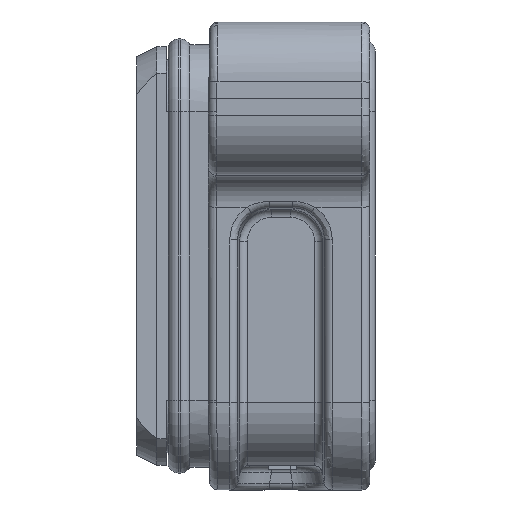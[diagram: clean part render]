
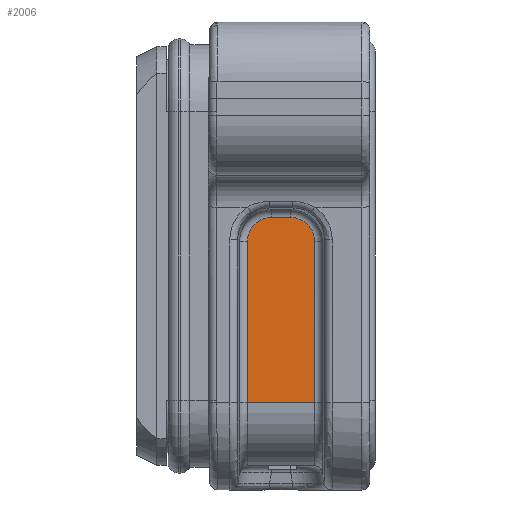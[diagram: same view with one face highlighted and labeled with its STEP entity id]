
A CAD part, left-side view. The second image highlights one B-rep face of the part: STEP entity #2006.
In plain terms, the highlighted planar face has unit normal (-1, 0, -0.018).
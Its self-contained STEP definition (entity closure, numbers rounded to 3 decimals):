
#1304=B_SPLINE_CURVE_WITH_KNOTS('',3,(#21819,#21820,#21821,#21822,#21823,
#21824),.UNSPECIFIED.,.F.,.F.,(4,2,4),(0.,0.5,1.),.UNSPECIFIED.);
#1308=B_SPLINE_CURVE_WITH_KNOTS('',3,(#21843,#21844,#21845,#21846,#21847,
#21848),.UNSPECIFIED.,.F.,.F.,(4,2,4),(0.,0.5,1.),.UNSPECIFIED.);
#2006=ADVANCED_FACE('NONE',(#3134),#2528,.F.);
#2528=PLANE('',#13793);
#3134=FACE_OUTER_BOUND('',#3910,.T.);
#3910=EDGE_LOOP('',(#6639,#6640,#6641,#6642,#6643,#6644));
#6639=ORIENTED_EDGE('',*,*,#10530,.T.);
#6640=ORIENTED_EDGE('',*,*,#10527,.T.);
#6641=ORIENTED_EDGE('',*,*,#10545,.T.);
#6642=ORIENTED_EDGE('',*,*,#10547,.F.);
#6643=ORIENTED_EDGE('',*,*,#10534,.T.);
#6644=ORIENTED_EDGE('',*,*,#10532,.T.);
#8864=VERTEX_POINT('',#21825);
#8865=VERTEX_POINT('',#21826);
#8866=VERTEX_POINT('',#21837);
#8867=VERTEX_POINT('',#21849);
#8868=VERTEX_POINT('',#21856);
#8870=VERTEX_POINT('',#21890);
#10527=EDGE_CURVE('NONE',#8864,#8865,#1304,.T.);
#10530=EDGE_CURVE('NONE',#8866,#8864,#11867,.T.);
#10532=EDGE_CURVE('NONE',#8867,#8866,#1308,.T.);
#10534=EDGE_CURVE('NONE',#8868,#8867,#11868,.T.);
#10545=EDGE_CURVE('NONE',#8865,#8870,#11873,.T.);
#10547=EDGE_CURVE('NONE',#8868,#8870,#11874,.T.);
#11867=LINE('',#21836,#12873);
#11868=LINE('',#21855,#12874);
#11873=LINE('',#21889,#12879);
#11874=LINE('',#21893,#12880);
#12873=VECTOR('',#16205,1.);
#12874=VECTOR('',#16210,1.);
#12879=VECTOR('',#16245,1.);
#12880=VECTOR('',#16250,1.);
#13793=AXIS2_PLACEMENT_3D('',#21894,#16251,#16252);
#16205=DIRECTION('',(0.,1.,0.));
#16210=DIRECTION('',(-0.017,0.,1.));
#16245=DIRECTION('',(0.017,0.,-1.));
#16250=DIRECTION('',(0.,1.,0.));
#16251=DIRECTION('',(1.,0.,0.017));
#16252=DIRECTION('',(0.017,0.,-1.));
#21819=CARTESIAN_POINT('',(-61.683,102.194,4.775));
#21820=CARTESIAN_POINT('',(-61.683,102.985,4.774));
#21821=CARTESIAN_POINT('',(-61.678,103.736,4.469));
#21822=CARTESIAN_POINT('',(-61.658,104.846,3.358));
#21823=CARTESIAN_POINT('',(-61.645,105.151,2.608));
#21824=CARTESIAN_POINT('',(-61.631,105.153,1.817));
#21825=CARTESIAN_POINT('',(-61.683,102.194,4.775));
#21826=CARTESIAN_POINT('',(-61.631,105.153,1.817));
#21836=CARTESIAN_POINT('',(-61.683,99.154,4.775));
#21837=CARTESIAN_POINT('',(-61.683,99.806,4.775));
#21843=CARTESIAN_POINT('',(-61.631,96.847,1.817));
#21844=CARTESIAN_POINT('',(-61.645,96.849,2.608));
#21845=CARTESIAN_POINT('',(-61.658,97.154,3.358));
#21846=CARTESIAN_POINT('',(-61.678,98.264,4.469));
#21847=CARTESIAN_POINT('',(-61.683,99.015,4.774));
#21848=CARTESIAN_POINT('',(-61.683,99.806,4.775));
#21849=CARTESIAN_POINT('',(-61.631,96.847,1.817));
#21855=CARTESIAN_POINT('',(-61.278,96.847,-18.398));
#21856=CARTESIAN_POINT('',(-61.283,96.847,-18.14));
#21889=CARTESIAN_POINT('',(-61.643,105.153,2.48));
#21890=CARTESIAN_POINT('',(-61.283,105.153,-18.14));
#21893=CARTESIAN_POINT('',(-61.283,96.,-18.14));
#21894=CARTESIAN_POINT('',(-61.283,96.,-18.14));
